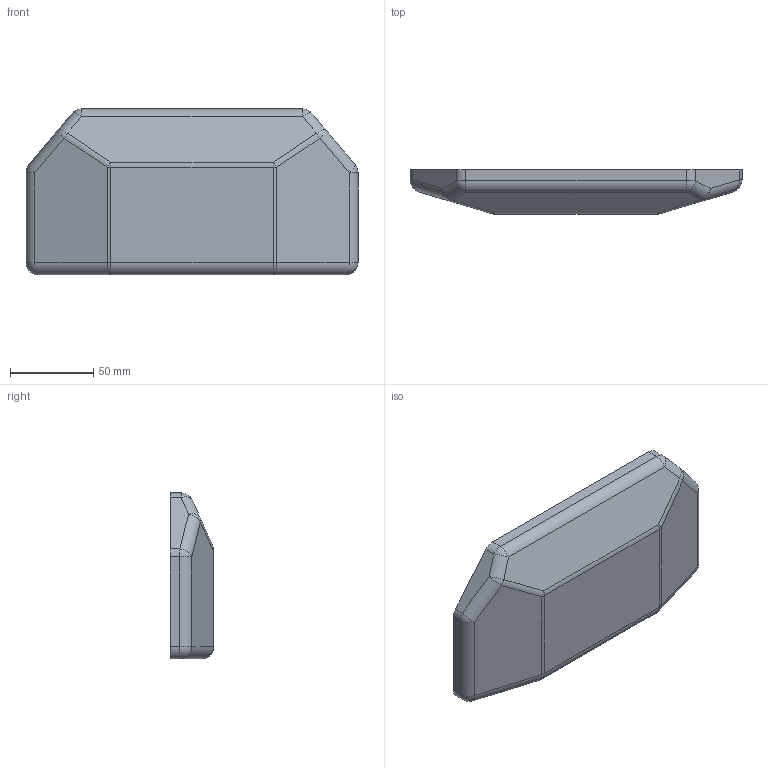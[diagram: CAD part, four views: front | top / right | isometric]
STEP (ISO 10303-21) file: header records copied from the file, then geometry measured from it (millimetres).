
FILE_DESCRIPTION (( 'STEP AP214' ), '1' );
FILE_NAME ('shell_bottum.STEP', '2020-08-01T09:36:20', ( '' ), ( '' ), 'SwSTEP 2.0', 'SolidWorks 2019', '' );
FILE_SCHEMA (( 'AUTOMOTIVE_DESIGN' ));
Length unit declared in the file: millimetre
Products named in the file (1): shell_bottum
Bounding box: 200 x 26.5 x 100 mm (x, y, z)
Volume: 99516.7 mm3; surface area: 54873 mm2
Topology: 1 solids, 1 shells, 124 faces, 278 edges, 156 vertices
Faces by surface type: cylinder 64, plane 36, sphere 24
Entity records: 3386 total; most frequent: CARTESIAN_POINT 631, DIRECTION 612, ORIENTED_EDGE 540, EDGE_CURVE 270, AXIS2_PLACEMENT_3D 237, VERTEX_POINT 156, VECTOR 138, LINE 138
